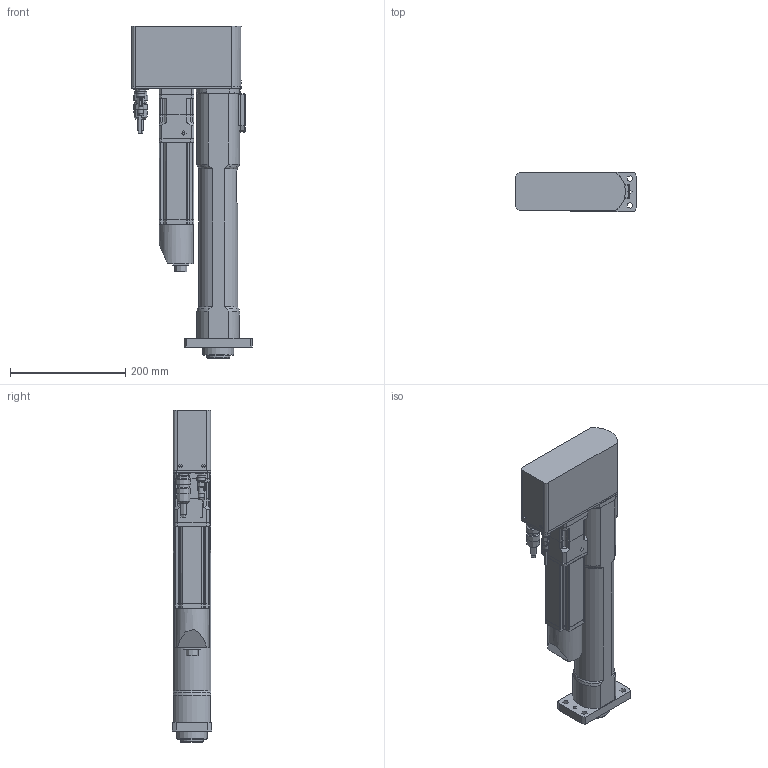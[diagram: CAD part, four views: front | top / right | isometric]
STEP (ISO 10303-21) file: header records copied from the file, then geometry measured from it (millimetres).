
FILE_DESCRIPTION(/* description */ (''),/* implementation_level */ '2;1');
FILE_NAME(/* name */ 'DPS-051R3-20FB(DS-P006).stp',/* time_stamp */ '2014-08-19T17:44:53+09:00',/* author */ ('AkihiroKATO'),/* organization */ (''),/* preprocessor_version */ 'ST-DEVELOPER v15.6',/* originating_system */ 'Autodesk Inventor 2015',/* authorisation */ '');
FILE_SCHEMA (('AUTOMOTIVE_DESIGN { 1 0 10303 214 3 1 1 }'));
Length unit declared in the file: millimetre
Products named in the file (3): DPS-051R3-20FB_kp_Shrinkwrap_1; 745_OUTLINE; DPS-051R3-20FB_OUTLINE
Bounding box: 209 x 68 x 575 mm (x, y, z)
Volume: 3950941.1 mm3; surface area: 371943.2 mm2
Topology: 3 solids, 3 shells, 787 faces, 1904 edges, 1192 vertices
Faces by surface type: plane 363, cylinder 253, cone 113, bspline 36, torus 21, sphere 1
Full cylindrical faces by diameter (mm): 2.459 x2, 3.242 x7, 3.3 x4, 4 x1, 4.134 x6, 4.5 x10, 5 x4, 5.5 x4, 6 x1, 8 x6, 8.2 x1, 8.5 x2, 8.7 x1, 9.3 x1, 10 x1, 10.2 x1, 10.5 x1, 10.6 x1, 11 x5, 12 x1, 14 x2, 14.5 x1, 14.7 x1, 18 x1, 20.7 x1, 21.909 x1, 22 x1, 23.5 x1, 24 x1, 25.5 x1
Entity records: 25692 total; most frequent: CARTESIAN_POINT 6858, DIRECTION 3847, ORIENTED_EDGE 3528, EDGE_CURVE 1764, AXIS2_PLACEMENT_3D 1456, VERTEX_POINT 1159, EDGE_LOOP 985, LINE 935
